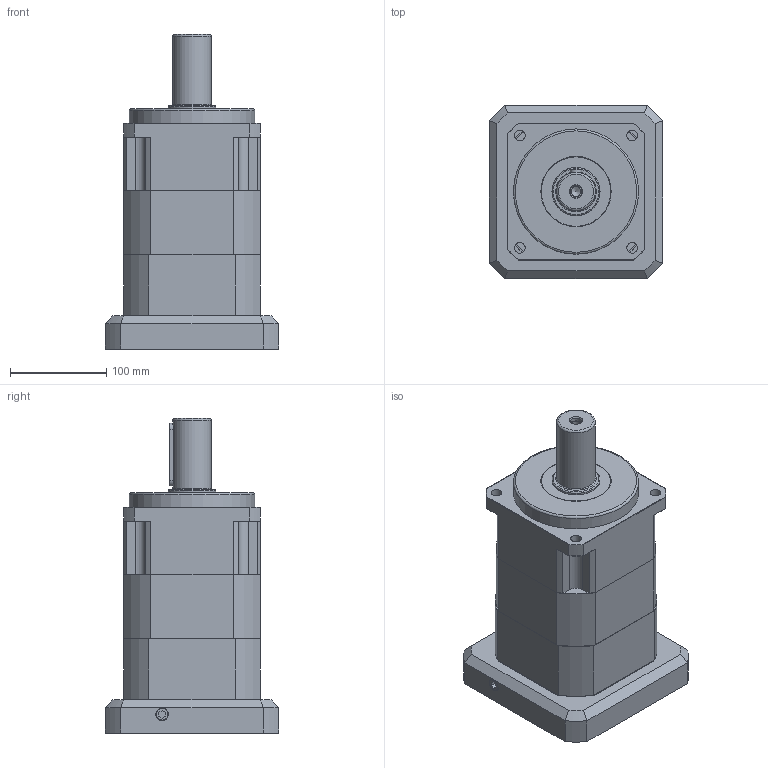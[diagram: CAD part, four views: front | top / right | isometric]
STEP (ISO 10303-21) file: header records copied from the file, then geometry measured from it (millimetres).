
FILE_DESCRIPTION((''),'2;1');
FILE_NAME('KSB-142A.stp','2012-02-14T16:00:30',('young'),(''),'Autodesk Inventor 2012','Autodesk Inventor 2012','');
FILE_SCHEMA(('AUTOMOTIVE_DESIGN { 1 0 10303 214 1 1 1 1 }'));
Length unit declared in the file: millimetre
Products named in the file (1): KSB-142A
Bounding box: 180 x 180 x 327 mm (x, y, z)
Volume: 3939837.4 mm3; surface area: 479193.1 mm2
Topology: 17 solids, 17 shells, 572 faces, 1391 edges, 895 vertices
Faces by surface type: plane 297, cylinder 186, cone 68, torus 12, bspline 9
Full cylindrical faces by diameter (mm): 6.8 x4, 8.5 x12, 8.6 x1, 10 x5, 10.2 x5, 10.5 x4, 11 x5, 11.125 x2, 12 x1, 13 x2, 14 x4, 16 x5, 35.2 x1, 40 x1, 44.9 x1, 48 x1, 48.2 x1, 48.8 x1, 49.8 x1, 50 x2, 62 x1, 72 x4, 108 x1, 114.3 x1, 120 x2, 130 x1
Entity records: 16959 total; most frequent: CARTESIAN_POINT 3774, DIRECTION 2773, ORIENTED_EDGE 2494, EDGE_CURVE 1247, AXIS2_PLACEMENT_3D 1047, VERTEX_POINT 870, EDGE_LOOP 783, VECTOR 679
